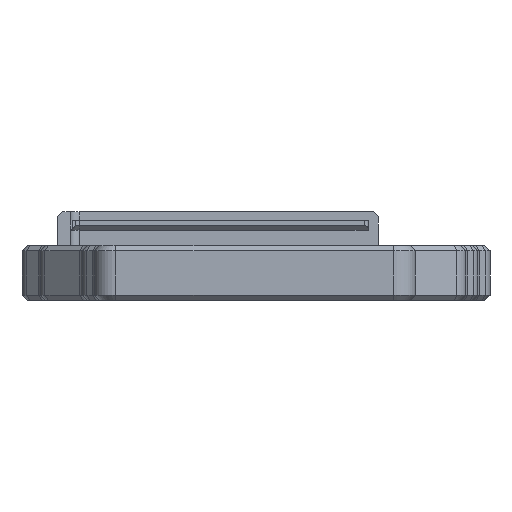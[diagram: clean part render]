
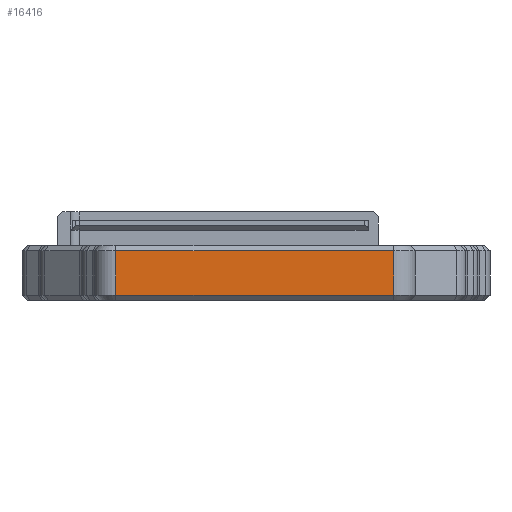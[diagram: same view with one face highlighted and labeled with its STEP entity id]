
A CAD part, left-side view. The second image highlights one B-rep face of the part: STEP entity #16416.
In plain terms, the highlighted planar face has unit normal (-1, 0, 0).
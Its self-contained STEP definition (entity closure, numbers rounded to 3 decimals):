
#1576=FACE_OUTER_BOUND('',#2566,.T.);
#2566=EDGE_LOOP('',(#11721,#11722,#11723,#11724));
#3811=LINE('',#25417,#5475);
#3849=LINE('',#25532,#5513);
#3851=LINE('',#25538,#5515);
#3852=LINE('',#25539,#5516);
#5475=VECTOR('',#20178,10.);
#5513=VECTOR('',#20296,10.);
#5515=VECTOR('',#20302,10.);
#5516=VECTOR('',#20303,10.);
#7194=VERTEX_POINT('',#25409);
#7196=VERTEX_POINT('',#25415);
#7233=VERTEX_POINT('',#25531);
#7235=VERTEX_POINT('',#25537);
#8914=EDGE_CURVE('',#7196,#7194,#3811,.T.);
#8972=EDGE_CURVE('',#7194,#7233,#3849,.T.);
#8975=EDGE_CURVE('',#7196,#7235,#3851,.T.);
#8976=EDGE_CURVE('',#7233,#7235,#3852,.T.);
#11721=ORIENTED_EDGE('',*,*,#8914,.F.);
#11722=ORIENTED_EDGE('',*,*,#8975,.T.);
#11723=ORIENTED_EDGE('',*,*,#8976,.F.);
#11724=ORIENTED_EDGE('',*,*,#8972,.F.);
#15791=PLANE('',#17645);
#16416=ADVANCED_FACE('',(#1576),#15791,.T.);
#17645=AXIS2_PLACEMENT_3D('',#25536,#20300,#20301);
#20178=DIRECTION('',(0.,1.,0.));
#20296=DIRECTION('',(0.,0.,1.));
#20300=DIRECTION('center_axis',(-1.,0.,0.));
#20301=DIRECTION('ref_axis',(0.,-1.,0.));
#20302=DIRECTION('',(0.,0.,1.));
#20303=DIRECTION('',(0.,-1.,0.));
#25409=CARTESIAN_POINT('',(-142.25,69.493,1.));
#25415=CARTESIAN_POINT('',(-142.25,16.293,1.));
#25417=CARTESIAN_POINT('',(-142.25,56.068,1.));
#25531=CARTESIAN_POINT('',(-142.25,69.493,9.5));
#25532=CARTESIAN_POINT('',(-142.25,69.493,0.));
#25536=CARTESIAN_POINT('Origin',(-142.25,69.493,0.));
#25537=CARTESIAN_POINT('',(-142.25,16.293,9.5));
#25538=CARTESIAN_POINT('',(-142.25,16.293,0.));
#25539=CARTESIAN_POINT('',(-142.25,56.068,9.5));
